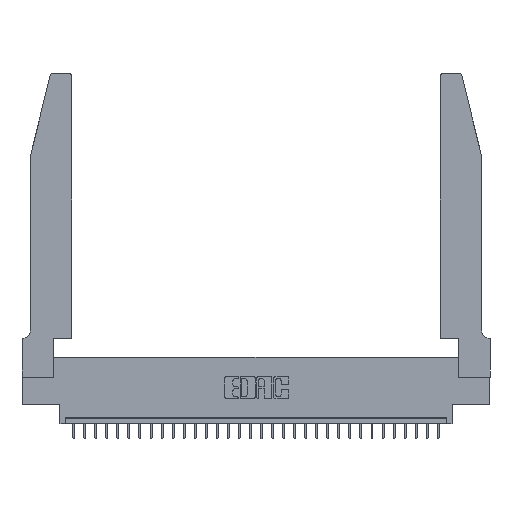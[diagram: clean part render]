
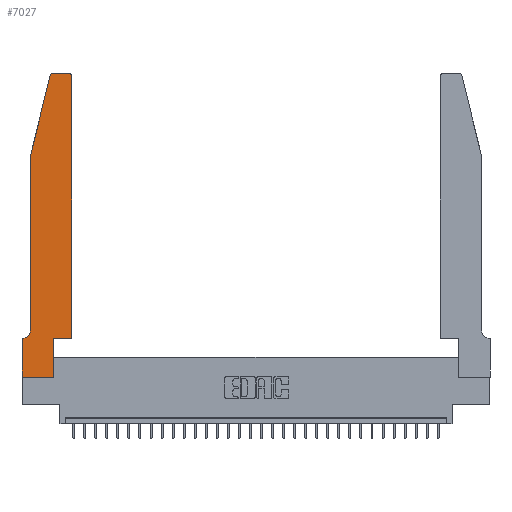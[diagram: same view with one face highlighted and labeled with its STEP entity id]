
A CAD part, top view. The second image highlights one B-rep face of the part: STEP entity #7027.
In plain terms, the highlighted planar face has unit normal (0, 0, 1).
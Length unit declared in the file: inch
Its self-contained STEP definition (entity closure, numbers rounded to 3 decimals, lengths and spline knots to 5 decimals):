
#388 = EDGE_CURVE ( 'NONE', #19284, #5527, #18719, .T. ) ;
#403 = DIRECTION ( 'NONE',  ( 1., 0., 0. ) ) ;
#673 = CARTESIAN_POINT ( 'NONE',  ( 0.2605, 2.75, 0.37 ) ) ;
#781 = VECTOR ( 'NONE', #21720, 39.37008 ) ;
#1270 = EDGE_CURVE ( 'NONE', #6388, #19284, #3148, .T. ) ;
#1312 = CARTESIAN_POINT ( 'NONE',  ( 0.284, 2.72, 0.37 ) ) ;
#1831 = CARTESIAN_POINT ( 'NONE',  ( 0.4505, 0.35, 0.37 ) ) ;
#1855 = VECTOR ( 'NONE', #20375, 39.37008 ) ;
#2155 = CIRCLE ( 'NONE', #20041, 0.03 ) ;
#2488 = ORIENTED_EDGE ( 'NONE', *, *, #7069, .T. ) ;
#3098 = DIRECTION ( 'NONE',  ( 1., 0., 0. ) ) ;
#3148 = LINE ( 'NONE', #5700, #24000 ) ;
#3171 = VECTOR ( 'NONE', #6383, 39.37008 ) ;
#4512 = EDGE_CURVE ( 'NONE', #13897, #13724, #13464, .T. ) ;
#5287 = EDGE_LOOP ( 'NONE', ( #5648, #12933, #15010, #6682, #7888, #18126, #27028, #2488, #16436, #19097, #20085, #25763 ) ) ;
#5336 = LINE ( 'NONE', #19772, #18109 ) ;
#5527 = VERTEX_POINT ( 'NONE', #28914 ) ;
#5648 = ORIENTED_EDGE ( 'NONE', *, *, #9167, .T. ) ;
#5660 = CARTESIAN_POINT ( 'NONE',  ( 0.2865, 0.35, 0.37 ) ) ;
#5700 = CARTESIAN_POINT ( 'NONE',  ( 0.0755, 2., 0.37 ) ) ;
#6224 = CARTESIAN_POINT ( 'NONE',  ( 0.4505, 0.35, 0.37 ) ) ;
#6306 = AXIS2_PLACEMENT_3D ( 'NONE', #10160, #8053, #29842 ) ;
#6383 = DIRECTION ( 'NONE',  ( 0., 1., 0. ) ) ;
#6388 = VERTEX_POINT ( 'NONE', #18112 ) ;
#6496 = CARTESIAN_POINT ( 'NONE',  ( 0.0755, 0.42, 0.37 ) ) ;
#6682 = ORIENTED_EDGE ( 'NONE', *, *, #1270, .T. ) ;
#7027 = ADVANCED_FACE ( 'NONE', ( #25038 ), #12252, .T. ) ;
#7069 = EDGE_CURVE ( 'NONE', #8734, #10145, #5336, .T. ) ;
#7274 = EDGE_CURVE ( 'NONE', #21216, #13897, #14459, .T. ) ;
#7403 = CIRCLE ( 'NONE', #9986, 0.03 ) ;
#7429 = CARTESIAN_POINT ( 'NONE',  ( 0.0055, 0.42, 0.37 ) ) ;
#7562 = VECTOR ( 'NONE', #31058, 39.37008 ) ;
#7888 = ORIENTED_EDGE ( 'NONE', *, *, #388, .T. ) ;
#8053 = DIRECTION ( 'NONE',  ( 0., 0., 1. ) ) ;
#8451 = EDGE_CURVE ( 'NONE', #5527, #16967, #9371, .T. ) ;
#8623 = EDGE_CURVE ( 'NONE', #13724, #11414, #7403, .T. ) ;
#8734 = VERTEX_POINT ( 'NONE', #13042 ) ;
#9138 = DIRECTION ( 'NONE',  ( 0., 1., 0. ) ) ;
#9167 = EDGE_CURVE ( 'NONE', #11414, #25025, #20685, .T. ) ;
#9175 = CARTESIAN_POINT ( 'NONE',  ( 0., 0., 0.37 ) ) ;
#9371 = LINE ( 'NONE', #16268, #781 ) ;
#9395 = EDGE_CURVE ( 'NONE', #10145, #21216, #9459, .T. ) ;
#9459 = LINE ( 'NONE', #16191, #16704 ) ;
#9532 = CARTESIAN_POINT ( 'NONE',  ( 0.4505, 2.72, 0.37 ) ) ;
#9986 = AXIS2_PLACEMENT_3D ( 'NONE', #12413, #27310, #403 ) ;
#10145 = VERTEX_POINT ( 'NONE', #12613 ) ;
#10160 = CARTESIAN_POINT ( 'NONE',  ( 0., 0.35, 0.37 ) ) ;
#11414 = VERTEX_POINT ( 'NONE', #28625 ) ;
#11973 = VERTEX_POINT ( 'NONE', #17471 ) ;
#12252 = PLANE ( 'NONE',  #6306 ) ;
#12413 = CARTESIAN_POINT ( 'NONE',  ( 0.4205, 2.72, 0.37 ) ) ;
#12613 = CARTESIAN_POINT ( 'NONE',  ( 0.2865, 0., 0.37 ) ) ;
#12933 = ORIENTED_EDGE ( 'NONE', *, *, #21577, .T. ) ;
#13042 = CARTESIAN_POINT ( 'NONE',  ( 0., 0., 0.37 ) ) ;
#13085 = AXIS2_PLACEMENT_3D ( 'NONE', #7429, #22506, #17069 ) ;
#13096 = DIRECTION ( 'NONE',  ( 0., -1., 0. ) ) ;
#13464 = LINE ( 'NONE', #6224, #3171 ) ;
#13724 = VERTEX_POINT ( 'NONE', #9532 ) ;
#13897 = VERTEX_POINT ( 'NONE', #25519 ) ;
#14459 = LINE ( 'NONE', #1831, #17111 ) ;
#14774 = CARTESIAN_POINT ( 'NONE',  ( 0.284, 2.75, 0.37 ) ) ;
#15010 = ORIENTED_EDGE ( 'NONE', *, *, #16002, .T. ) ;
#16002 = EDGE_CURVE ( 'NONE', #11973, #6388, #21299, .T. ) ;
#16191 = CARTESIAN_POINT ( 'NONE',  ( 0.2865, 0.35, 0.37 ) ) ;
#16268 = CARTESIAN_POINT ( 'NONE',  ( 0.0755, 0.35, 0.37 ) ) ;
#16436 = ORIENTED_EDGE ( 'NONE', *, *, #9395, .T. ) ;
#16704 = VECTOR ( 'NONE', #9138, 39.37008 ) ;
#16862 = DIRECTION ( 'NONE',  ( 1., 0., 0. ) ) ;
#16967 = VERTEX_POINT ( 'NONE', #27748 ) ;
#17069 = DIRECTION ( 'NONE',  ( -1., 0., 0. ) ) ;
#17111 = VECTOR ( 'NONE', #16862, 39.37008 ) ;
#17471 = CARTESIAN_POINT ( 'NONE',  ( 0.25487, 2.72718, 0.37 ) ) ;
#18109 = VECTOR ( 'NONE', #3098, 39.37008 ) ;
#18112 = CARTESIAN_POINT ( 'NONE',  ( 0.0755, 2., 0.37 ) ) ;
#18126 = ORIENTED_EDGE ( 'NONE', *, *, #8451, .T. ) ;
#18404 = CARTESIAN_POINT ( 'NONE',  ( 0.0755, 2., 0.37 ) ) ;
#18719 = CIRCLE ( 'NONE', #13085, 0.07 ) ;
#19097 = ORIENTED_EDGE ( 'NONE', *, *, #7274, .T. ) ;
#19284 = VERTEX_POINT ( 'NONE', #6496 ) ;
#19772 = CARTESIAN_POINT ( 'NONE',  ( 0., 0., 0.37 ) ) ;
#20041 = AXIS2_PLACEMENT_3D ( 'NONE', #1312, #20694, #22936 ) ;
#20085 = ORIENTED_EDGE ( 'NONE', *, *, #4512, .T. ) ;
#20375 = DIRECTION ( 'NONE',  ( -1., 0., 0. ) ) ;
#20685 = LINE ( 'NONE', #673, #1855 ) ;
#20694 = DIRECTION ( 'NONE',  ( 0., 0., 1. ) ) ;
#21216 = VERTEX_POINT ( 'NONE', #5660 ) ;
#21299 = LINE ( 'NONE', #18404, #7562 ) ;
#21577 = EDGE_CURVE ( 'NONE', #25025, #11973, #2155, .T. ) ;
#21720 = DIRECTION ( 'NONE',  ( -1., 0., 0. ) ) ;
#22506 = DIRECTION ( 'NONE',  ( 0., 0., -1. ) ) ;
#22729 = VECTOR ( 'NONE', #29038, 39.37008 ) ;
#22936 = DIRECTION ( 'NONE',  ( 1., 0., 0. ) ) ;
#24000 = VECTOR ( 'NONE', #13096, 39.37008 ) ;
#24900 = EDGE_CURVE ( 'NONE', #16967, #8734, #31130, .T. ) ;
#25025 = VERTEX_POINT ( 'NONE', #14774 ) ;
#25038 = FACE_OUTER_BOUND ( 'NONE', #5287, .T. ) ;
#25519 = CARTESIAN_POINT ( 'NONE',  ( 0.4505, 0.35, 0.37 ) ) ;
#25763 = ORIENTED_EDGE ( 'NONE', *, *, #8623, .T. ) ;
#27028 = ORIENTED_EDGE ( 'NONE', *, *, #24900, .T. ) ;
#27310 = DIRECTION ( 'NONE',  ( 0., 0., 1. ) ) ;
#27748 = CARTESIAN_POINT ( 'NONE',  ( 0., 0.35, 0.37 ) ) ;
#28625 = CARTESIAN_POINT ( 'NONE',  ( 0.4205, 2.75, 0.37 ) ) ;
#28914 = CARTESIAN_POINT ( 'NONE',  ( 0.0055, 0.35, 0.37 ) ) ;
#29038 = DIRECTION ( 'NONE',  ( 0., -1., 0. ) ) ;
#29842 = DIRECTION ( 'NONE',  ( 1., 0., 0. ) ) ;
#31058 = DIRECTION ( 'NONE',  ( -0.239, -0.971, 0. ) ) ;
#31130 = LINE ( 'NONE', #9175, #22729 ) ;
